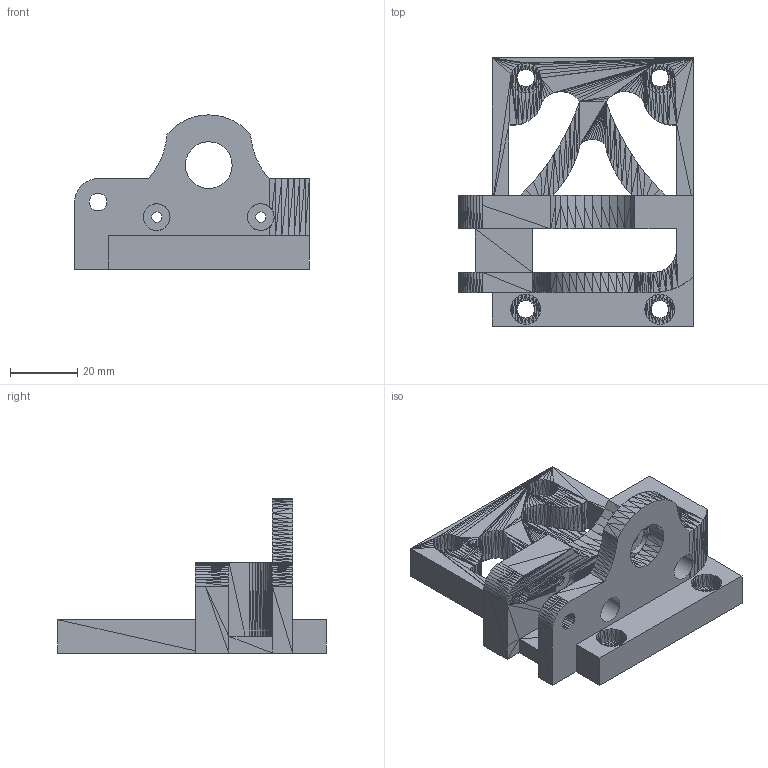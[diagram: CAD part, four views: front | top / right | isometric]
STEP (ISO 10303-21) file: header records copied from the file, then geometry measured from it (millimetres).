
FILE_DESCRIPTION(/* description */ (''),/* implementation_level */ '2;1');
FILE_NAME(/* name */ 'GM_YmotorNewmod.step',/* time_stamp */ '2023-10-08T10:04:45-07:00',/* author */ (''),/* organization */ (''),/* preprocessor_version */ 'ST-DEVELOPER v20',/* originating_system */ 'Autodesk Translation Framework v12.14.0.127',/* authorisation */ '');
FILE_SCHEMA (('AUTOMOTIVE_DESIGN { 1 0 10303 214 3 1 1 }'));
Length unit declared in the file: millimetre
Products named in the file (1): YmotorNewmod
Bounding box: 70 x 80 x 46 mm (x, y, z)
Volume: 51908.3 mm3; surface area: 21112.9 mm2
Topology: 1 solids, 1 shells, 1873 faces, 3230 edges, 1339 vertices
Faces by surface type: plane 1869, cylinder 4
Full cylindrical faces by diameter (mm): 8 x4
Entity records: 40558 total; most frequent: DIRECTION 7187, ORIENTED_EDGE 6464, CARTESIAN_POINT 6447, EDGE_CURVE 3232, LINE 3025, VECTOR 3025, AXIS2_PLACEMENT_3D 2081, EDGE_LOOP 1883
